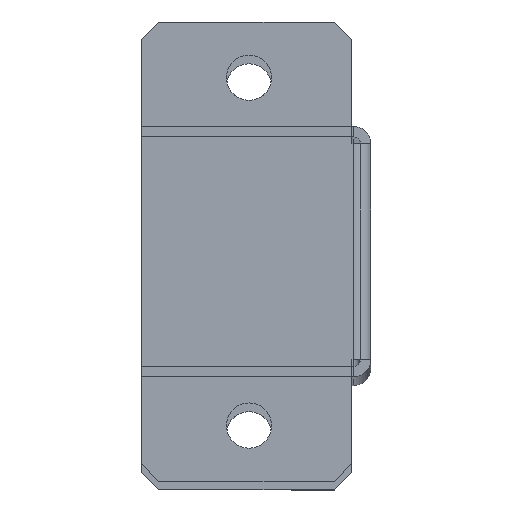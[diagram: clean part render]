
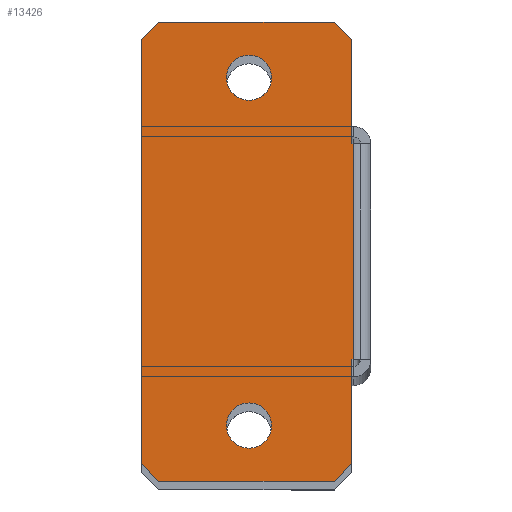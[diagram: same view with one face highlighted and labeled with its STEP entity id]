
A CAD part, top view. The second image highlights one B-rep face of the part: STEP entity #13426.
In plain terms, the highlighted planar face has unit normal (0, 0, 1).
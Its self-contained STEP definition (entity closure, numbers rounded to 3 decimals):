
#175 = CARTESIAN_POINT ( 'NONE',  ( 12.25, -43., 721.5 ) ) ;
#186 = CIRCLE ( 'NONE', #14278, 3.25 ) ;
#232 = DIRECTION ( 'NONE',  ( -1., 0., 0. ) ) ;
#299 = DIRECTION ( 'NONE',  ( 0., -1., 0. ) ) ;
#362 = CARTESIAN_POINT ( 'NONE',  ( 15.5, 7., 721.5 ) ) ;
#485 = CIRCLE ( 'NONE', #14577, 3.25 ) ;
#739 = CARTESIAN_POINT ( 'NONE',  ( 2.5, 15., 721.5 ) ) ;
#780 = VECTOR ( 'NONE', #904, 1000. ) ;
#899 = ORIENTED_EDGE ( 'NONE', *, *, #1971, .T. ) ;
#904 = DIRECTION ( 'NONE',  ( -0.707, -0.707, 0. ) ) ;
#915 = DIRECTION ( 'NONE',  ( 0.707, 0.707, 0. ) ) ;
#1024 = VECTOR ( 'NONE', #2066, 1000. ) ;
#1088 = EDGE_CURVE ( 'NONE', #13210, #11119, #11680, .T. ) ;
#1095 = VERTEX_POINT ( 'NONE', #6967 ) ;
#1162 = DIRECTION ( 'NONE',  ( -1., 0., 0. ) ) ;
#1253 = CARTESIAN_POINT ( 'NONE',  ( 30.25, -48.5, 721.5 ) ) ;
#1285 = DIRECTION ( 'NONE',  ( -1., 0., 0. ) ) ;
#1436 = FACE_BOUND ( 'NONE', #9774, .T. ) ;
#1470 = EDGE_CURVE ( 'NONE', #6426, #8036, #8348, .T. ) ;
#1496 = VERTEX_POINT ( 'NONE', #3802 ) ;
#1581 = DIRECTION ( 'NONE',  ( 0., 0., -1. ) ) ;
#1738 = CARTESIAN_POINT ( 'NONE',  ( 0., -2.5, 721.5 ) ) ;
#1895 = CARTESIAN_POINT ( 'NONE',  ( 15.5, 7., 721.5 ) ) ;
#1971 = EDGE_CURVE ( 'NONE', #7583, #1496, #5196, .T. ) ;
#1995 = DIRECTION ( 'NONE',  ( 1., 0., 0. ) ) ;
#2041 = CARTESIAN_POINT ( 'NONE',  ( 30.5, -2.5, 721.5 ) ) ;
#2066 = DIRECTION ( 'NONE',  ( 0., -1., 0. ) ) ;
#2106 = LINE ( 'NONE', #12201, #780 ) ;
#2177 = LINE ( 'NONE', #10259, #5442 ) ;
#2188 = CARTESIAN_POINT ( 'NONE',  ( 18.75, -43., 721.5 ) ) ;
#2225 = VECTOR ( 'NONE', #10865, 1000. ) ;
#2401 = ORIENTED_EDGE ( 'NONE', *, *, #3542, .T. ) ;
#2418 = FACE_BOUND ( 'NONE', #5779, .T. ) ;
#2427 = EDGE_CURVE ( 'NONE', #5096, #9463, #186, .T. ) ;
#2440 = CARTESIAN_POINT ( 'NONE',  ( 15.5, -43., 721.5 ) ) ;
#2472 = CARTESIAN_POINT ( 'NONE',  ( 27.75, 15., 721.5 ) ) ;
#2586 = ORIENTED_EDGE ( 'NONE', *, *, #7300, .T. ) ;
#2587 = ORIENTED_EDGE ( 'NONE', *, *, #12963, .F. ) ;
#2705 = CIRCLE ( 'NONE', #3183, 3.25 ) ;
#2707 = CARTESIAN_POINT ( 'NONE',  ( 0., 0., 721.5 ) ) ;
#2709 = EDGE_CURVE ( 'NONE', #4958, #4519, #2177, .T. ) ;
#2719 = DIRECTION ( 'NONE',  ( 0., 0., 1. ) ) ;
#2793 = DIRECTION ( 'NONE',  ( -1., 0., 0. ) ) ;
#2876 = DIRECTION ( 'NONE',  ( 0., 1., 0. ) ) ;
#2972 = EDGE_CURVE ( 'NONE', #10875, #8928, #5359, .T. ) ;
#3168 = CARTESIAN_POINT ( 'NONE',  ( 27.75, -51., 721.5 ) ) ;
#3183 = AXIS2_PLACEMENT_3D ( 'NONE', #1895, #7715, #7797 ) ;
#3256 = ORIENTED_EDGE ( 'NONE', *, *, #6544, .T. ) ;
#3359 = VECTOR ( 'NONE', #1995, 1000. ) ;
#3501 = ORIENTED_EDGE ( 'NONE', *, *, #2709, .F. ) ;
#3515 = VECTOR ( 'NONE', #11738, 1000. ) ;
#3542 = EDGE_CURVE ( 'NONE', #13210, #8928, #8330, .T. ) ;
#3656 = EDGE_CURVE ( 'NONE', #13593, #4167, #2106, .T. ) ;
#3663 = LINE ( 'NONE', #2472, #3515 ) ;
#3690 = ORIENTED_EDGE ( 'NONE', *, *, #3656, .T. ) ;
#3802 = CARTESIAN_POINT ( 'NONE',  ( 30.25, -33.5, 721.5 ) ) ;
#3842 = CARTESIAN_POINT ( 'NONE',  ( 2.5, -51., 721.5 ) ) ;
#4167 = VERTEX_POINT ( 'NONE', #14159 ) ;
#4258 = ORIENTED_EDGE ( 'NONE', *, *, #12413, .T. ) ;
#4279 = AXIS2_PLACEMENT_3D ( 'NONE', #362, #13989, #6876 ) ;
#4386 = EDGE_CURVE ( 'NONE', #10875, #1095, #3663, .T. ) ;
#4415 = VECTOR ( 'NONE', #7341, 1000. ) ;
#4519 = VERTEX_POINT ( 'NONE', #13285 ) ;
#4958 = VERTEX_POINT ( 'NONE', #3168 ) ;
#5096 = VERTEX_POINT ( 'NONE', #175 ) ;
#5196 = LINE ( 'NONE', #14110, #11825 ) ;
#5281 = AXIS2_PLACEMENT_3D ( 'NONE', #2707, #1581, #232 ) ;
#5324 = VECTOR ( 'NONE', #915, 1000. ) ;
#5359 = LINE ( 'NONE', #7668, #1024 ) ;
#5442 = VECTOR ( 'NONE', #1285, 1000. ) ;
#5665 = CARTESIAN_POINT ( 'NONE',  ( 30.25, 12.5, 721.5 ) ) ;
#5677 = ORIENTED_EDGE ( 'NONE', *, *, #1088, .F. ) ;
#5779 = EDGE_LOOP ( 'NONE', ( #2587, #12684 ) ) ;
#6095 = ORIENTED_EDGE ( 'NONE', *, *, #11111, .F. ) ;
#6197 = DIRECTION ( 'NONE',  ( 0., -1., 0. ) ) ;
#6225 = ORIENTED_EDGE ( 'NONE', *, *, #11127, .T. ) ;
#6351 = ORIENTED_EDGE ( 'NONE', *, *, #1470, .F. ) ;
#6377 = LINE ( 'NONE', #3842, #4415 ) ;
#6426 = VERTEX_POINT ( 'NONE', #12832 ) ;
#6525 = CARTESIAN_POINT ( 'NONE',  ( 27.75, -51., 721.5 ) ) ;
#6538 = EDGE_LOOP ( 'NONE', ( #10588, #6874, #10318, #3690, #2586, #3256, #3501, #6225, #899, #4258, #5677, #2401 ) ) ;
#6544 = EDGE_CURVE ( 'NONE', #12029, #4519, #6377, .T. ) ;
#6583 = DIRECTION ( 'NONE',  ( 1., 0., 0. ) ) ;
#6874 = ORIENTED_EDGE ( 'NONE', *, *, #4386, .T. ) ;
#6876 = DIRECTION ( 'NONE',  ( 1., 0., 0. ) ) ;
#6967 = CARTESIAN_POINT ( 'NONE',  ( 27.75, 15., 721.5 ) ) ;
#7300 = EDGE_CURVE ( 'NONE', #4167, #12029, #14061, .T. ) ;
#7341 = DIRECTION ( 'NONE',  ( 0.707, -0.707, 0. ) ) ;
#7374 = VECTOR ( 'NONE', #299, 1000. ) ;
#7572 = LINE ( 'NONE', #6525, #5324 ) ;
#7583 = VERTEX_POINT ( 'NONE', #1253 ) ;
#7668 = CARTESIAN_POINT ( 'NONE',  ( 30.25, 15., 721.5 ) ) ;
#7715 = DIRECTION ( 'NONE',  ( 0., 0., 1. ) ) ;
#7797 = DIRECTION ( 'NONE',  ( 1., 0., 0. ) ) ;
#7886 = DIRECTION ( 'NONE',  ( 0., 0., 1. ) ) ;
#8036 = VERTEX_POINT ( 'NONE', #13189 ) ;
#8231 = CARTESIAN_POINT ( 'NONE',  ( 30.5, -33.5, 721.5 ) ) ;
#8330 = LINE ( 'NONE', #1738, #2225 ) ;
#8348 = CIRCLE ( 'NONE', #4279, 3.25 ) ;
#8432 = CARTESIAN_POINT ( 'NONE',  ( 0., 0., 721.5 ) ) ;
#8928 = VERTEX_POINT ( 'NONE', #9704 ) ;
#9447 = CARTESIAN_POINT ( 'NONE',  ( 15.5, -43., 721.5 ) ) ;
#9463 = VERTEX_POINT ( 'NONE', #2188 ) ;
#9704 = CARTESIAN_POINT ( 'NONE',  ( 30.25, -2.5, 721.5 ) ) ;
#9774 = EDGE_LOOP ( 'NONE', ( #6351, #6095 ) ) ;
#10088 = LINE ( 'NONE', #12495, #11970 ) ;
#10259 = CARTESIAN_POINT ( 'NONE',  ( 0., -51., 721.5 ) ) ;
#10318 = ORIENTED_EDGE ( 'NONE', *, *, #13781, .F. ) ;
#10588 = ORIENTED_EDGE ( 'NONE', *, *, #2972, .F. ) ;
#10865 = DIRECTION ( 'NONE',  ( -1., 0., 0. ) ) ;
#10875 = VERTEX_POINT ( 'NONE', #5665 ) ;
#11111 = EDGE_CURVE ( 'NONE', #8036, #6426, #2705, .T. ) ;
#11119 = VERTEX_POINT ( 'NONE', #11172 ) ;
#11127 = EDGE_CURVE ( 'NONE', #4958, #7583, #7572, .T. ) ;
#11172 = CARTESIAN_POINT ( 'NONE',  ( 30.5, -33.5, 721.5 ) ) ;
#11621 = FACE_OUTER_BOUND ( 'NONE', #6538, .T. ) ;
#11680 = LINE ( 'NONE', #8231, #7374 ) ;
#11738 = DIRECTION ( 'NONE',  ( -0.707, 0.707, 0. ) ) ;
#11825 = VECTOR ( 'NONE', #2876, 1000. ) ;
#11970 = VECTOR ( 'NONE', #6583, 1000. ) ;
#12029 = VERTEX_POINT ( 'NONE', #13562 ) ;
#12201 = CARTESIAN_POINT ( 'NONE',  ( 2.5, 15., 721.5 ) ) ;
#12246 = LINE ( 'NONE', #13527, #3359 ) ;
#12291 = VECTOR ( 'NONE', #6197, 1000. ) ;
#12413 = EDGE_CURVE ( 'NONE', #1496, #11119, #12246, .T. ) ;
#12495 = CARTESIAN_POINT ( 'NONE',  ( 0., 15., 721.5 ) ) ;
#12684 = ORIENTED_EDGE ( 'NONE', *, *, #2427, .F. ) ;
#12744 = PLANE ( 'NONE',  #5281 ) ;
#12832 = CARTESIAN_POINT ( 'NONE',  ( 18.75, 7., 721.5 ) ) ;
#12963 = EDGE_CURVE ( 'NONE', #9463, #5096, #485, .T. ) ;
#13189 = CARTESIAN_POINT ( 'NONE',  ( 12.25, 7., 721.5 ) ) ;
#13210 = VERTEX_POINT ( 'NONE', #2041 ) ;
#13285 = CARTESIAN_POINT ( 'NONE',  ( 2.5, -51., 721.5 ) ) ;
#13426 = ADVANCED_FACE ( 'NONE', ( #1436, #2418, #11621 ), #12744, .F. ) ;
#13527 = CARTESIAN_POINT ( 'NONE',  ( 0., -33.5, 721.5 ) ) ;
#13562 = CARTESIAN_POINT ( 'NONE',  ( 0., -48.5, 721.5 ) ) ;
#13593 = VERTEX_POINT ( 'NONE', #739 ) ;
#13781 = EDGE_CURVE ( 'NONE', #13593, #1095, #10088, .T. ) ;
#13989 = DIRECTION ( 'NONE',  ( 0., 0., 1. ) ) ;
#14061 = LINE ( 'NONE', #8432, #12291 ) ;
#14110 = CARTESIAN_POINT ( 'NONE',  ( 30.25, -51., 721.5 ) ) ;
#14159 = CARTESIAN_POINT ( 'NONE',  ( 0., 12.5, 721.5 ) ) ;
#14278 = AXIS2_PLACEMENT_3D ( 'NONE', #9447, #2719, #2793 ) ;
#14577 = AXIS2_PLACEMENT_3D ( 'NONE', #2440, #7886, #1162 ) ;
